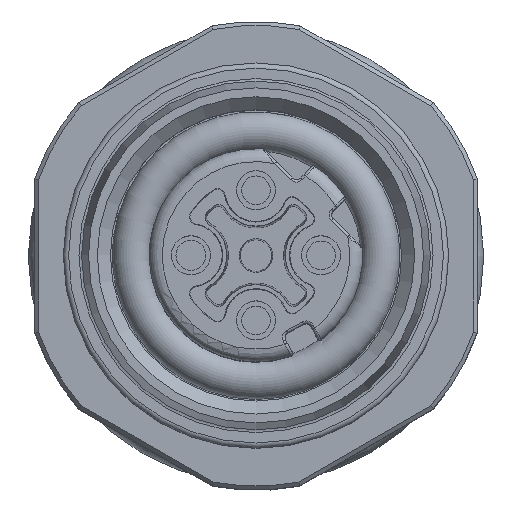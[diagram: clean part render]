
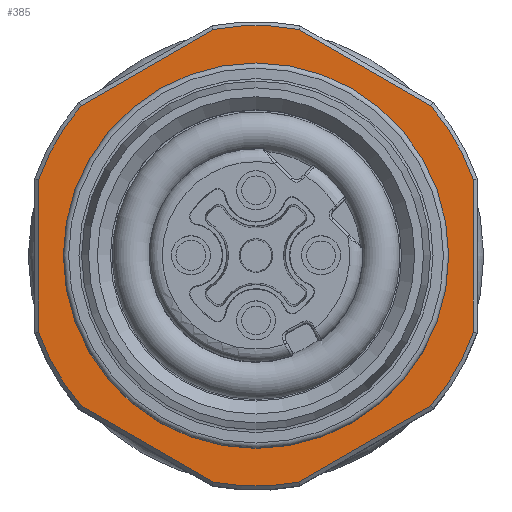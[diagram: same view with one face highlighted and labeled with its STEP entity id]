
A CAD part, top view. The second image highlights one B-rep face of the part: STEP entity #385.
In plain terms, the highlighted planar face has unit normal (0, 0, 1).
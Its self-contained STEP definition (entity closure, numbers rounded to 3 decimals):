
#238=FACE_BOUND('',#831,.T.);
#239=FACE_BOUND('',#832,.T.);
#385=ADVANCED_FACE('',(#238,#239),#590,.T.);
#590=PLANE('',#3354);
#831=EDGE_LOOP('',(#1495,#1496,#1497,#1498,#1499,#1500,#1501,#1502,#1503,
#1504,#1505,#1506));
#832=EDGE_LOOP('',(#1507));
#1125=LINE('',#4939,#1288);
#1126=LINE('',#4944,#1289);
#1127=LINE('',#4948,#1290);
#1128=LINE('',#4952,#1291);
#1129=LINE('',#4956,#1292);
#1130=LINE('',#4960,#1293);
#1288=VECTOR('',#3875,1.);
#1289=VECTOR('',#3878,1.);
#1290=VECTOR('',#3881,1.);
#1291=VECTOR('',#3884,1.);
#1292=VECTOR('',#3887,1.);
#1293=VECTOR('',#3890,1.);
#1495=ORIENTED_EDGE('',*,*,#2677,.T.);
#1496=ORIENTED_EDGE('',*,*,#2678,.T.);
#1497=ORIENTED_EDGE('',*,*,#2679,.T.);
#1498=ORIENTED_EDGE('',*,*,#2680,.T.);
#1499=ORIENTED_EDGE('',*,*,#2681,.T.);
#1500=ORIENTED_EDGE('',*,*,#2682,.T.);
#1501=ORIENTED_EDGE('',*,*,#2683,.T.);
#1502=ORIENTED_EDGE('',*,*,#2684,.T.);
#1503=ORIENTED_EDGE('',*,*,#2685,.T.);
#1504=ORIENTED_EDGE('',*,*,#2686,.T.);
#1505=ORIENTED_EDGE('',*,*,#2687,.T.);
#1506=ORIENTED_EDGE('',*,*,#2688,.T.);
#1507=ORIENTED_EDGE('',*,*,#2689,.T.);
#2373=VERTEX_POINT('',#4940);
#2374=VERTEX_POINT('',#4941);
#2375=VERTEX_POINT('',#4943);
#2376=VERTEX_POINT('',#4945);
#2377=VERTEX_POINT('',#4947);
#2378=VERTEX_POINT('',#4949);
#2379=VERTEX_POINT('',#4951);
#2380=VERTEX_POINT('',#4953);
#2381=VERTEX_POINT('',#4955);
#2382=VERTEX_POINT('',#4957);
#2383=VERTEX_POINT('',#4959);
#2384=VERTEX_POINT('',#4961);
#2385=VERTEX_POINT('',#4964);
#2677=EDGE_CURVE('',#2373,#2374,#1125,.T.);
#2678=EDGE_CURVE('',#2374,#2375,#3094,.T.);
#2679=EDGE_CURVE('',#2375,#2376,#1126,.T.);
#2680=EDGE_CURVE('',#2376,#2377,#3095,.T.);
#2681=EDGE_CURVE('',#2377,#2378,#1127,.T.);
#2682=EDGE_CURVE('',#2378,#2379,#3096,.T.);
#2683=EDGE_CURVE('',#2379,#2380,#1128,.T.);
#2684=EDGE_CURVE('',#2380,#2381,#3097,.T.);
#2685=EDGE_CURVE('',#2381,#2382,#1129,.T.);
#2686=EDGE_CURVE('',#2382,#2383,#3098,.T.);
#2687=EDGE_CURVE('',#2383,#2384,#1130,.T.);
#2688=EDGE_CURVE('',#2384,#2373,#3099,.T.);
#2689=EDGE_CURVE('',#2385,#2385,#3100,.T.);
#3094=CIRCLE('',#3347,8.85);
#3095=CIRCLE('',#3348,8.85);
#3096=CIRCLE('',#3349,8.85);
#3097=CIRCLE('',#3350,8.85);
#3098=CIRCLE('',#3351,8.85);
#3099=CIRCLE('',#3352,8.85);
#3100=CIRCLE('',#3353,7.4);
#3347=AXIS2_PLACEMENT_3D('',#4942,#3876,#3877);
#3348=AXIS2_PLACEMENT_3D('',#4946,#3879,#3880);
#3349=AXIS2_PLACEMENT_3D('',#4950,#3882,#3883);
#3350=AXIS2_PLACEMENT_3D('',#4954,#3885,#3886);
#3351=AXIS2_PLACEMENT_3D('',#4958,#3888,#3889);
#3352=AXIS2_PLACEMENT_3D('',#4962,#3891,#3892);
#3353=AXIS2_PLACEMENT_3D('',#4963,#3893,#3894);
#3354=AXIS2_PLACEMENT_3D('',#4965,#3895,#3896);
#3875=DIRECTION('',(0.,1.,0.));
#3876=DIRECTION('',(0.,0.,1.));
#3877=DIRECTION('',(1.,0.,0.));
#3878=DIRECTION('',(-0.866,0.5,0.));
#3879=DIRECTION('',(0.,0.,1.));
#3880=DIRECTION('',(1.,0.,0.));
#3881=DIRECTION('',(-0.866,-0.5,0.));
#3882=DIRECTION('',(0.,0.,1.));
#3883=DIRECTION('',(1.,0.,0.));
#3884=DIRECTION('',(0.,-1.,0.));
#3885=DIRECTION('',(0.,0.,1.));
#3886=DIRECTION('',(1.,0.,0.));
#3887=DIRECTION('',(0.866,-0.5,0.));
#3888=DIRECTION('',(0.,0.,1.));
#3889=DIRECTION('',(1.,0.,0.));
#3890=DIRECTION('',(0.866,0.5,0.));
#3891=DIRECTION('',(0.,0.,1.));
#3892=DIRECTION('',(1.,0.,0.));
#3893=DIRECTION('',(0.,0.,-1.));
#3894=DIRECTION('',(-1.,0.,0.));
#3895=DIRECTION('',(0.,0.,1.));
#3896=DIRECTION('',(-1.,0.,0.));
#4939=CARTESIAN_POINT('',(8.35,2.958,-9.3));
#4940=CARTESIAN_POINT('',(8.35,-2.933,-9.3));
#4941=CARTESIAN_POINT('',(8.35,2.933,-9.3));
#4942=CARTESIAN_POINT('',(0.,0.,-9.3));
#4943=CARTESIAN_POINT('',(6.715,5.765,-9.3));
#4944=CARTESIAN_POINT('',(1.613,8.71,-9.3));
#4945=CARTESIAN_POINT('',(1.635,8.698,-9.3));
#4946=CARTESIAN_POINT('',(0.,0.,-9.3));
#4947=CARTESIAN_POINT('',(-1.635,8.698,-9.3));
#4948=CARTESIAN_POINT('',(-6.737,5.752,-9.3));
#4949=CARTESIAN_POINT('',(-6.715,5.765,-9.3));
#4950=CARTESIAN_POINT('',(0.,0.,-9.3));
#4951=CARTESIAN_POINT('',(-8.35,2.933,-9.3));
#4952=CARTESIAN_POINT('',(-8.35,-2.958,-9.3));
#4953=CARTESIAN_POINT('',(-8.35,-2.933,-9.3));
#4954=CARTESIAN_POINT('',(0.,0.,-9.3));
#4955=CARTESIAN_POINT('',(-6.715,-5.765,-9.3));
#4956=CARTESIAN_POINT('',(-1.613,-8.71,-9.3));
#4957=CARTESIAN_POINT('',(-1.635,-8.698,-9.3));
#4958=CARTESIAN_POINT('',(0.,0.,-9.3));
#4959=CARTESIAN_POINT('',(1.635,-8.698,-9.3));
#4960=CARTESIAN_POINT('',(6.737,-5.752,-9.3));
#4961=CARTESIAN_POINT('',(6.715,-5.765,-9.3));
#4962=CARTESIAN_POINT('',(0.,0.,-9.3));
#4963=CARTESIAN_POINT('',(0.,0.,-9.3));
#4964=CARTESIAN_POINT('',(-7.4,0.,-9.3));
#4965=CARTESIAN_POINT('',(0.,9.,-9.3));
